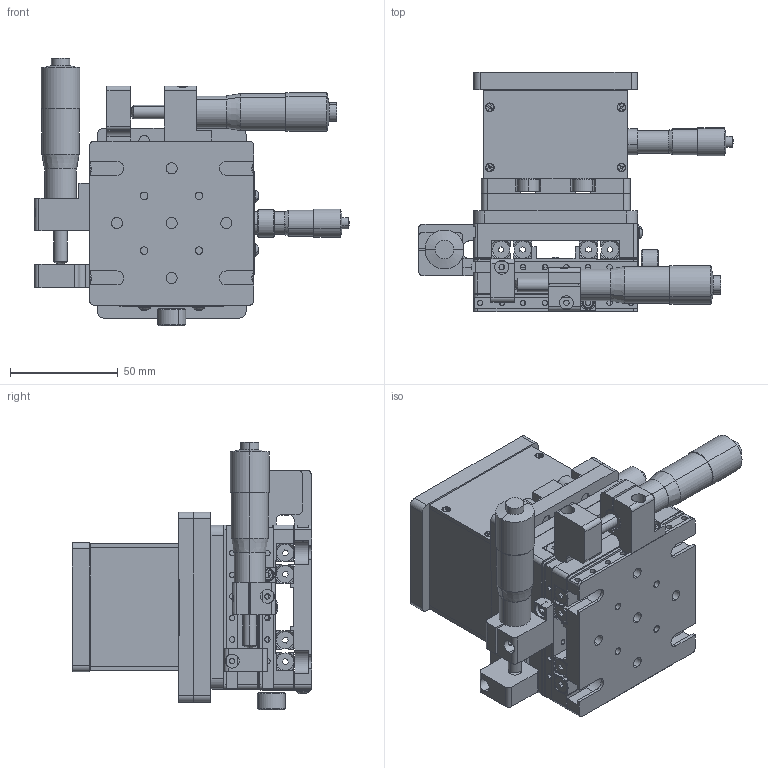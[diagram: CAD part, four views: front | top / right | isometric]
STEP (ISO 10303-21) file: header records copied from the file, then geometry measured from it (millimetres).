
FILE_DESCRIPTION (( 'STEP AP203' ), '1' );
FILE_NAME ('06MDV-1.STEP', '2021-07-09T07:04:28', ( '' ), ( '' ), 'SwSTEP 2.0', 'SolidWorks 2020', '' );
FILE_SCHEMA (( 'CONFIG_CONTROL_DESIGN' ));
Length unit declared in the file: millimetre
Products named in the file (1): 06MDV-1
Bounding box: 145.9 x 110.95 x 124.1 mm (x, y, z)
Surface area: 150714.5 mm2 (no closed solid volume)
Topology: 0 solids, 89 shells, 1148 faces, 3772 edges, 2627 vertices
Faces by surface type: plane 649, cylinder 325, cone 132, torus 30, sphere 12
Entity records: 42573 total; most frequent: CARTESIAN_POINT 9027, DIRECTION 7151, ORIENTED_EDGE 6225, EDGE_CURVE 3758, VERTEX_POINT 2627, AXIS2_PLACEMENT_3D 2479, VECTOR 2193, LINE 2193
